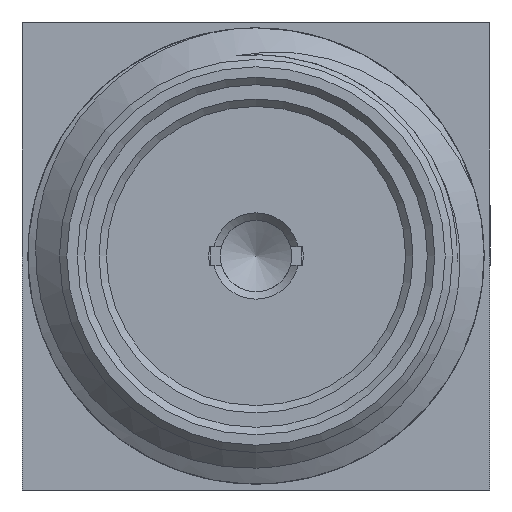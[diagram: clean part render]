
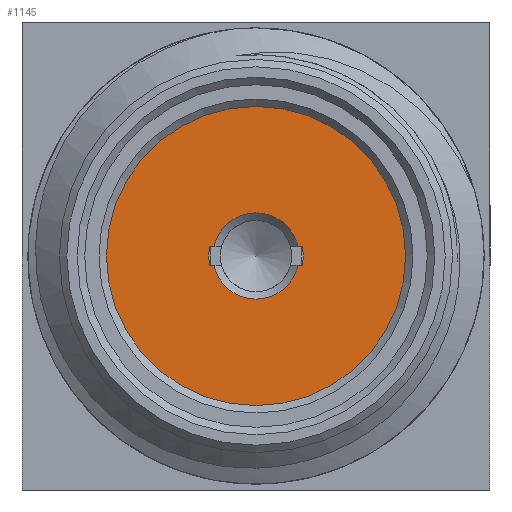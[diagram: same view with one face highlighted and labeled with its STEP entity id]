
A CAD part, left-side view. The second image highlights one B-rep face of the part: STEP entity #1145.
In plain terms, the highlighted planar face has unit normal (-1, 0, 0).
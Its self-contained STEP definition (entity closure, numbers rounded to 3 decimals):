
#30=FACE_BOUND('',#155,.T.);
#39=PLANE('',#1237);
#85=FACE_OUTER_BOUND('',#154,.T.);
#154=EDGE_LOOP('',(#816));
#155=EDGE_LOOP('',(#817,#818,#819,#820,#821,#822,#823,#824));
#229=CIRCLE('',#1236,2.03);
#230=CIRCLE('',#1238,0.64);
#231=CIRCLE('',#1239,0.585);
#232=CIRCLE('',#1240,0.64);
#233=CIRCLE('',#1241,0.585);
#315=LINE('',#2388,#402);
#316=LINE('',#2392,#403);
#317=LINE('',#2396,#404);
#318=LINE('',#2399,#405);
#402=VECTOR('',#1380,0.056);
#403=VECTOR('',#1383,0.056);
#404=VECTOR('',#1386,0.056);
#405=VECTOR('',#1389,0.056);
#504=VERTEX_POINT('',#2380);
#505=VERTEX_POINT('',#2384);
#506=VERTEX_POINT('',#2385);
#507=VERTEX_POINT('',#2387);
#508=VERTEX_POINT('',#2389);
#509=VERTEX_POINT('',#2391);
#510=VERTEX_POINT('',#2393);
#511=VERTEX_POINT('',#2395);
#512=VERTEX_POINT('',#2397);
#628=EDGE_CURVE('',#504,#504,#229,.T.);
#629=EDGE_CURVE('',#505,#506,#230,.T.);
#630=EDGE_CURVE('',#507,#506,#315,.T.);
#631=EDGE_CURVE('',#507,#508,#231,.T.);
#632=EDGE_CURVE('',#509,#508,#316,.T.);
#633=EDGE_CURVE('',#509,#510,#232,.T.);
#634=EDGE_CURVE('',#510,#511,#317,.T.);
#635=EDGE_CURVE('',#511,#512,#233,.T.);
#636=EDGE_CURVE('',#512,#505,#318,.T.);
#816=ORIENTED_EDGE('',*,*,#628,.F.);
#817=ORIENTED_EDGE('',*,*,#629,.T.);
#818=ORIENTED_EDGE('',*,*,#630,.F.);
#819=ORIENTED_EDGE('',*,*,#631,.T.);
#820=ORIENTED_EDGE('',*,*,#632,.F.);
#821=ORIENTED_EDGE('',*,*,#633,.T.);
#822=ORIENTED_EDGE('',*,*,#634,.T.);
#823=ORIENTED_EDGE('',*,*,#635,.T.);
#824=ORIENTED_EDGE('',*,*,#636,.T.);
#1145=ADVANCED_FACE('',(#85,#30),#39,.F.);
#1236=AXIS2_PLACEMENT_3D('',#2382,#1374,#1375);
#1237=AXIS2_PLACEMENT_3D('',#2383,#1376,#1377);
#1238=AXIS2_PLACEMENT_3D('',#2386,#1378,#1379);
#1239=AXIS2_PLACEMENT_3D('',#2390,#1381,#1382);
#1240=AXIS2_PLACEMENT_3D('',#2394,#1384,#1385);
#1241=AXIS2_PLACEMENT_3D('',#2398,#1387,#1388);
#1374=DIRECTION('center_axis',(1.,0.,0.));
#1375=DIRECTION('ref_axis',(0.,0.,-1.));
#1376=DIRECTION('center_axis',(1.,0.,0.));
#1377=DIRECTION('ref_axis',(0.,-1.,0.));
#1378=DIRECTION('center_axis',(1.,0.,0.));
#1379=DIRECTION('ref_axis',(0.,-0.981,0.195));
#1380=DIRECTION('',(0.,-1.,0.));
#1381=DIRECTION('center_axis',(1.,0.,0.));
#1382=DIRECTION('ref_axis',(0.,-0.977,-0.214));
#1383=DIRECTION('',(0.,-1.,0.));
#1384=DIRECTION('center_axis',(1.,0.,0.));
#1385=DIRECTION('ref_axis',(0.,0.981,-0.195));
#1386=DIRECTION('',(0.,-1.,0.));
#1387=DIRECTION('center_axis',(1.,0.,0.));
#1388=DIRECTION('ref_axis',(0.,0.977,0.214));
#1389=DIRECTION('',(0.,-1.,0.));
#2380=CARTESIAN_POINT('',(-7.42,0.,-1.905));
#2382=CARTESIAN_POINT('Origin',(-7.42,0.,0.125));
#2383=CARTESIAN_POINT('Origin',(-7.42,0.,0.125));
#2384=CARTESIAN_POINT('',(-7.42,-0.628,0.25));
#2385=CARTESIAN_POINT('',(-7.42,-0.628,0.));
#2386=CARTESIAN_POINT('Origin',(-7.42,0.,0.125));
#2387=CARTESIAN_POINT('',(-7.42,-0.571,0.));
#2388=CARTESIAN_POINT('',(-7.42,-0.571,0.));
#2389=CARTESIAN_POINT('',(-7.42,0.571,0.));
#2390=CARTESIAN_POINT('Origin',(-7.42,0.,0.125));
#2391=CARTESIAN_POINT('',(-7.42,0.628,0.));
#2392=CARTESIAN_POINT('',(-7.42,0.628,0.));
#2393=CARTESIAN_POINT('',(-7.42,0.628,0.25));
#2394=CARTESIAN_POINT('Origin',(-7.42,0.,0.125));
#2395=CARTESIAN_POINT('',(-7.42,0.571,0.25));
#2396=CARTESIAN_POINT('',(-7.42,0.628,0.25));
#2397=CARTESIAN_POINT('',(-7.42,-0.571,0.25));
#2398=CARTESIAN_POINT('Origin',(-7.42,0.,0.125));
#2399=CARTESIAN_POINT('',(-7.42,-0.571,0.25));
